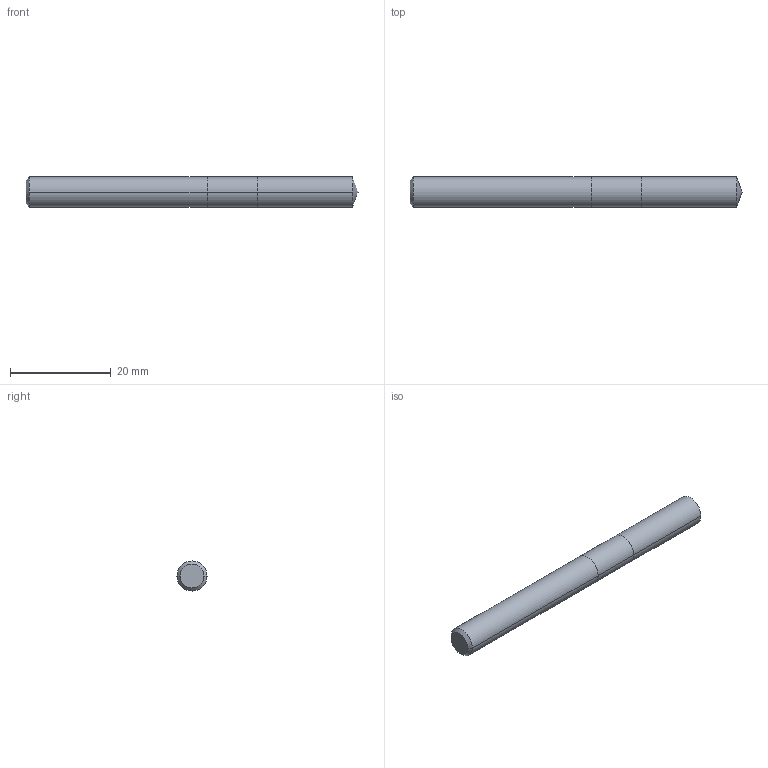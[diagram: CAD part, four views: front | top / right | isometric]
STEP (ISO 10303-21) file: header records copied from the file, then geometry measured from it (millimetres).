
FILE_DESCRIPTION (( 'STEP AP214' ), '1' );
FILE_NAME ('D5406060.STEP', '2018-03-26T23:33:31', ( '' ), ( '' ), 'SwSTEP 2.0', 'SolidWorks 2014', '' );
FILE_SCHEMA (( 'AUTOMOTIVE_DESIGN' ));
Length unit declared in the file: millimetre
Products named in the file (1): D5406060
Bounding box: 66 x 6 x 6 mm (x, y, z)
Volume: 1842 mm3; surface area: 1387.4 mm2
Topology: 3 solids, 3 shells, 15 faces, 26 edges, 15 vertices
Faces by surface type: cylinder 6, plane 5, cone 4
Entity records: 521 total; most frequent: DIRECTION 70, CARTESIAN_POINT 55, ORIENTED_EDGE 48, AXIS2_PLACEMENT_3D 30, EDGE_CURVE 24, UNCERTAINTY_MEASURE_WITH_UNIT 16, FILL_AREA_STYLE 15, FILL_AREA_STYLE_COLOUR 15
